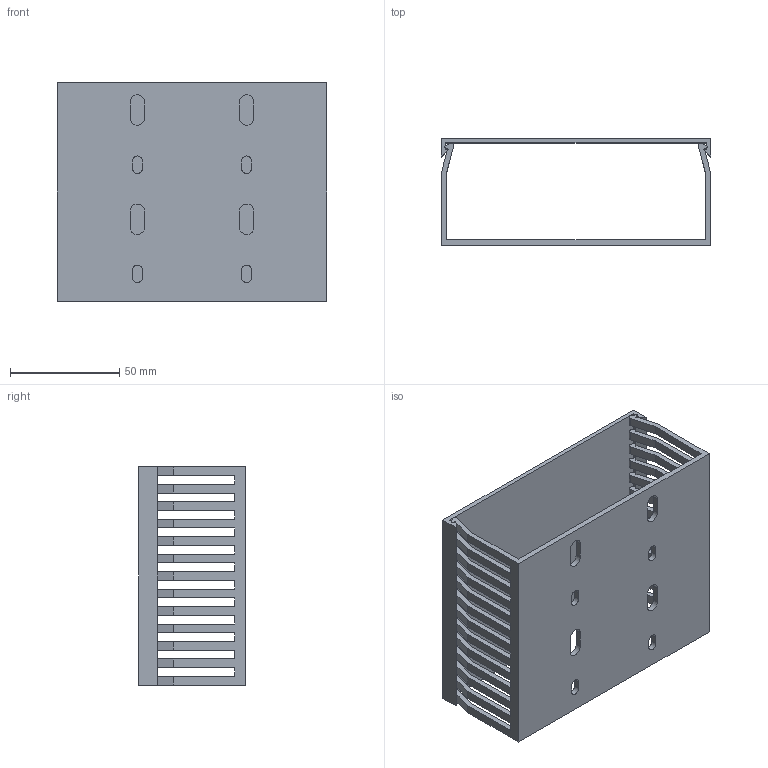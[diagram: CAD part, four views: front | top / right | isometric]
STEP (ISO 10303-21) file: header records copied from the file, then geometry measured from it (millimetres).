
FILE_DESCRIPTION((''),'2;1');
FILE_NAME('PROXY_LKG501250_ASM','2022-04-07T10:29:49',('mengess'),(''),'CREO PARAMETRIC BY PTC INC, 2021304','CREO PARAMETRIC BY PTC INC, 2021304','');
FILE_SCHEMA(('AUTOMOTIVE_DESIGN { 1 0 10303 214 1 1 1 1 }'));
Length unit declared in the file: millimetre
Products named in the file (3): PROXY_M01398; PROXY_M01455; PROXY_LKG501250_ASM
Assembly tree (2 placements, depth 2):
  PROXY_LKG501250_ASM
    PROXY_M01398
    PROXY_M01455
Bounding box: 123.5 x 49 x 100 mm (x, y, z)
Volume: 70016.3 mm3; surface area: 69223.3 mm2
Topology: 2 solids, 2 shells, 280 faces, 828 edges, 552 vertices
Faces by surface type: plane 212, cylinder 68
Entity records: 11447 total; most frequent: CARTESIAN_POINT 1812, DIRECTION 1736, ORIENTED_EDGE 1656, EDGE_CURVE 828, VECTOR 715, LINE 715, VERTEX_POINT 552, AXIS2_PLACEMENT_3D 494
